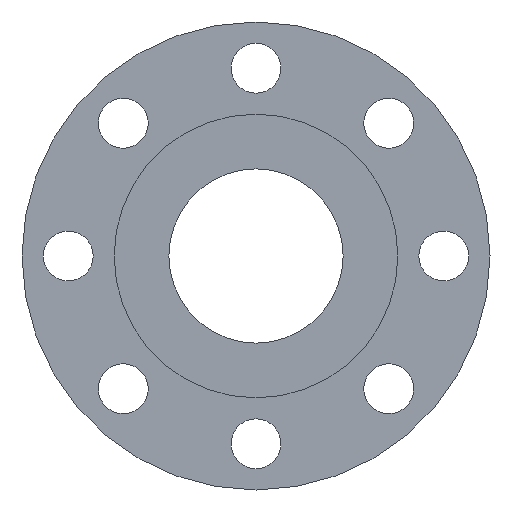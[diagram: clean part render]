
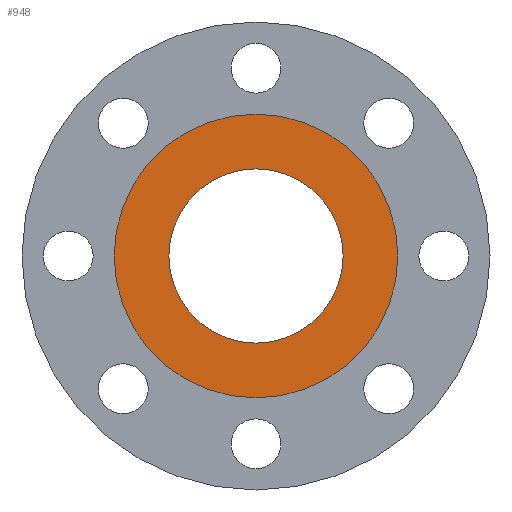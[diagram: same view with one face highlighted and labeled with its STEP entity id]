
A CAD part, front view. The second image highlights one B-rep face of the part: STEP entity #948.
In plain terms, the highlighted planar face has unit normal (0, -1, 0).
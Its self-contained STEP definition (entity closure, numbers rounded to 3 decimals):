
#2 = ORIENTED_EDGE ( 'NONE', *, *, #132, .T. ) ;
#24 = VERTEX_POINT ( 'NONE', #434 ) ;
#40 = CIRCLE ( 'NONE', #782, 63.5 ) ;
#132 = EDGE_CURVE ( 'NONE', #650, #24, #1139, .T. ) ;
#180 = CARTESIAN_POINT ( 'NONE',  ( 0., 0., 39. ) ) ;
#196 = EDGE_CURVE ( 'NONE', #786, #753, #261, .T. ) ;
#202 = AXIS2_PLACEMENT_3D ( 'NONE', #1070, #233, #1167 ) ;
#203 = CIRCLE ( 'NONE', #361, 39. ) ;
#216 = DIRECTION ( 'NONE',  ( 0., 0., 1. ) ) ;
#233 = DIRECTION ( 'NONE',  ( 0., 1., 0. ) ) ;
#245 = FACE_OUTER_BOUND ( 'NONE', #302, .T. ) ;
#261 = CIRCLE ( 'NONE', #939, 63.5 ) ;
#302 = EDGE_LOOP ( 'NONE', ( #455, #331 ) ) ;
#307 = DIRECTION ( 'NONE',  ( 0., 0., 1. ) ) ;
#311 = EDGE_LOOP ( 'NONE', ( #2, #585 ) ) ;
#312 = CARTESIAN_POINT ( 'NONE',  ( 0., 0., -63.5 ) ) ;
#331 = ORIENTED_EDGE ( 'NONE', *, *, #441, .F. ) ;
#357 = EDGE_CURVE ( 'NONE', #24, #650, #203, .T. ) ;
#361 = AXIS2_PLACEMENT_3D ( 'NONE', #1143, #971, #216 ) ;
#364 = DIRECTION ( 'NONE',  ( 0., 1., 0. ) ) ;
#386 = CARTESIAN_POINT ( 'NONE',  ( 0., 0., 0. ) ) ;
#389 = CARTESIAN_POINT ( 'NONE',  ( 0., 0., 63.5 ) ) ;
#434 = CARTESIAN_POINT ( 'NONE',  ( 0., 0., -39. ) ) ;
#441 = EDGE_CURVE ( 'NONE', #753, #786, #40, .T. ) ;
#455 = ORIENTED_EDGE ( 'NONE', *, *, #196, .F. ) ;
#585 = ORIENTED_EDGE ( 'NONE', *, *, #357, .T. ) ;
#650 = VERTEX_POINT ( 'NONE', #180 ) ;
#753 = VERTEX_POINT ( 'NONE', #312 ) ;
#782 = AXIS2_PLACEMENT_3D ( 'NONE', #386, #1129, #307 ) ;
#786 = VERTEX_POINT ( 'NONE', #389 ) ;
#882 = CARTESIAN_POINT ( 'NONE',  ( 0., 0., 39. ) ) ;
#888 = DIRECTION ( 'NONE',  ( 0., -1., 0. ) ) ;
#892 = DIRECTION ( 'NONE',  ( 0., 0., -1. ) ) ;
#911 = DIRECTION ( 'NONE',  ( 0., 0., 1. ) ) ;
#939 = AXIS2_PLACEMENT_3D ( 'NONE', #1194, #364, #911 ) ;
#948 = ADVANCED_FACE ( 'NONE', ( #1084, #245 ), #993, .T. ) ;
#971 = DIRECTION ( 'NONE',  ( 0., 1., 0. ) ) ;
#993 = PLANE ( 'NONE',  #1057 ) ;
#1057 = AXIS2_PLACEMENT_3D ( 'NONE', #882, #888, #892 ) ;
#1070 = CARTESIAN_POINT ( 'NONE',  ( 0., 0., 0. ) ) ;
#1084 = FACE_BOUND ( 'NONE', #311, .T. ) ;
#1129 = DIRECTION ( 'NONE',  ( 0., 1., 0. ) ) ;
#1139 = CIRCLE ( 'NONE', #202, 39. ) ;
#1143 = CARTESIAN_POINT ( 'NONE',  ( 0., 0., 0. ) ) ;
#1167 = DIRECTION ( 'NONE',  ( 0., 0., 1. ) ) ;
#1194 = CARTESIAN_POINT ( 'NONE',  ( 0., 0., 0. ) ) ;
